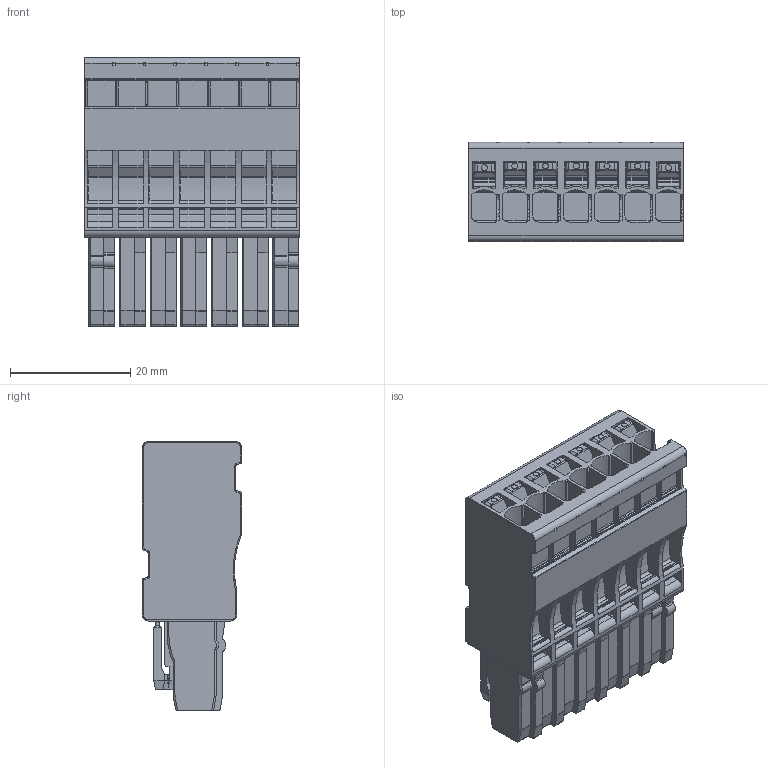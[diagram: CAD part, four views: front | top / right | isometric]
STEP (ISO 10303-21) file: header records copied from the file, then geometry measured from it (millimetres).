
FILE_DESCRIPTION(('CATIA V5 STEP Exchange','CAx-IF Rec.Pracs.--- Model Styling and Organization---1.5--- 2016-08-15','CAx-IF Rec.Pracs.---Supplemental Geometry---1.0---2011-11-01','CAx-IF Rec.Pracs.--- Composite Materials ---1.1---2010-07-15'),'2;1');
FILE_NAME ('2013595-3_1', '2025-02-20T07:08:57+00:00', ('none'), ('Weidmueller'), 'CATIA Version 5-6 Release 2022 SP4 HF5', 'CATIA V5 STEP AP214 v3', 'none');
FILE_SCHEMA(('AUTOMOTIVE_DESIGN { 1 0 10303 214 1 1 1 1 }'));
Products named in the file (1): 3030110000
Bounding box: 35.7 x 16.5 x 44.65 mm (x, y, z)
Volume: 17083.1 mm3; surface area: 13092.2 mm2
Topology: 1 solids, 1 shells, 3427 faces, 9876 edges, 6481 vertices
Faces by surface type: plane 1887, cylinder 1272, bspline 135, cone 91, torus 42
Entity records: 122943 total; most frequent: CARTESIAN_POINT 33291, ORIENTED_EDGE 19752, DIRECTION 14787, EDGE_CURVE 9876, VECTOR 6490, LINE 6490, VERTEX_POINT 6481, AXIS2_PLACEMENT_3D 5279
